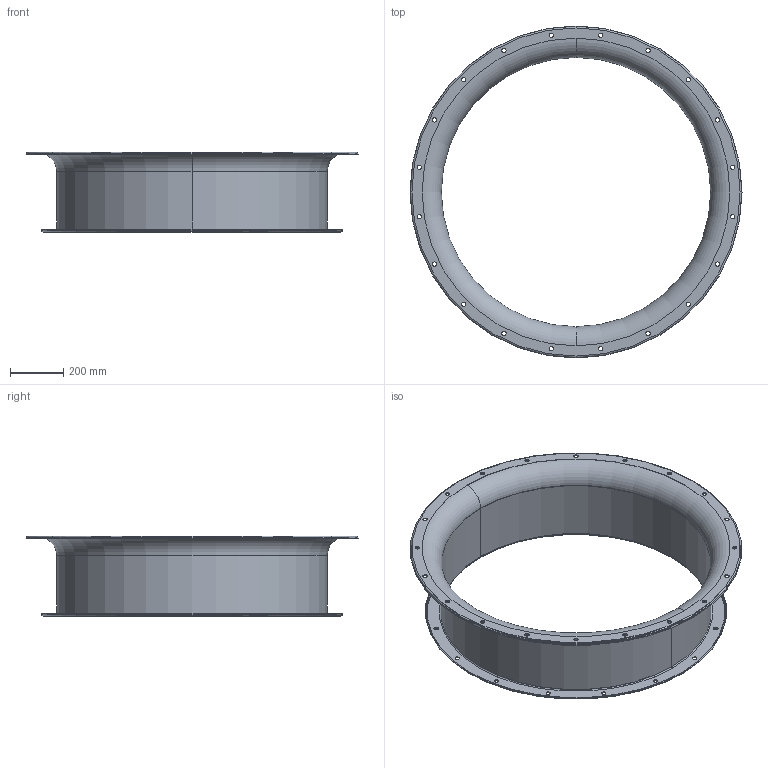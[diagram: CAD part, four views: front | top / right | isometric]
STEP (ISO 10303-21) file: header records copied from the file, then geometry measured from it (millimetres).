
FILE_DESCRIPTION (( 'STEP AP203' ), '1' );
FILE_NAME ('5BO9700 CCbo 100.STEP', '2022-02-24T15:02:35', ( '' ), ( '' ), 'SwSTEP 2.0', 'SolidWorks 2018', '' );
FILE_SCHEMA (( 'CONFIG_CONTROL_DESIGN' ));
Length unit declared in the file: millimetre
Products named in the file (1): 5BO9700 CCbo 100
Bounding box: 1245 x 1245 x 300 mm (x, y, z)
Volume: 4398342.7 mm3; surface area: 2959975 mm2
Topology: 1 solids, 1 shells, 108 faces, 288 edges, 184 vertices
Faces by surface type: cylinder 76, torus 16, cone 12, plane 4
Entity records: 3685 total; most frequent: DIRECTION 706, CARTESIAN_POINT 581, ORIENTED_EDGE 576, AXIS2_PLACEMENT_3D 309, EDGE_CURVE 288, CIRCLE 200, EDGE_LOOP 184, VERTEX_POINT 184
